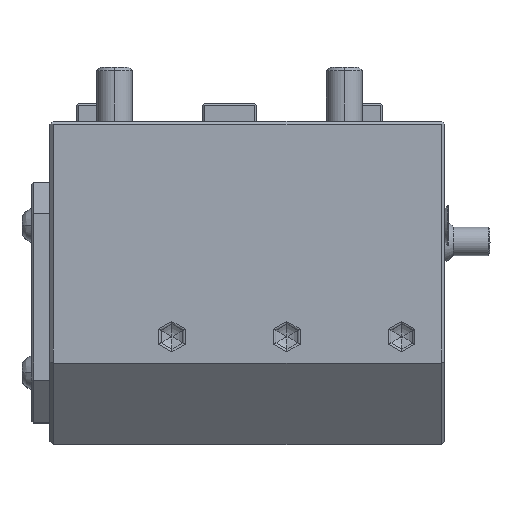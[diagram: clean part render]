
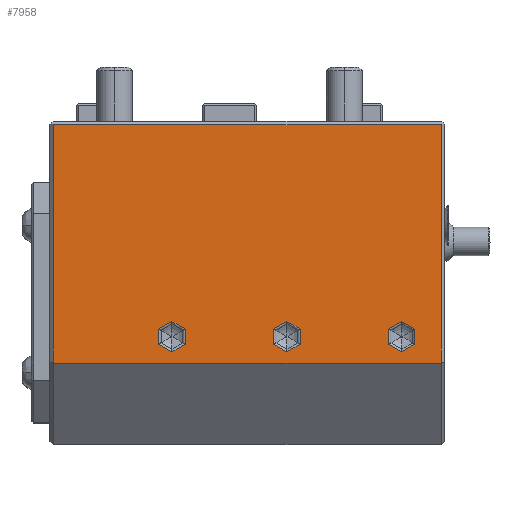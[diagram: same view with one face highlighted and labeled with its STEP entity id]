
A CAD part, top view. The second image highlights one B-rep face of the part: STEP entity #7958.
In plain terms, the highlighted planar face has unit normal (0, 0, 1).
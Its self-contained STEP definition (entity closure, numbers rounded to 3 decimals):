
#943=DIRECTION('',(0.,1.,0.));
#944=VECTOR('',#943,66.357);
#945=CARTESIAN_POINT('',(59.,-67.357,42.5));
#946=LINE('',#945,#944);
#947=DIRECTION('',(-1.,0.,0.));
#948=VECTOR('',#947,108.);
#949=CARTESIAN_POINT('',(59.,-67.357,42.5));
#950=LINE('',#949,#948);
#951=DIRECTION('',(0.,1.,0.));
#952=VECTOR('',#951,66.357);
#953=CARTESIAN_POINT('',(-49.,-67.357,42.5));
#954=LINE('',#953,#952);
#955=DIRECTION('',(1.,0.,0.));
#956=VECTOR('',#955,108.);
#957=CARTESIAN_POINT('',(-49.,-1.,42.5));
#958=LINE('',#957,#956);
#1600=DIRECTION('',(0.,1.,0.));
#1601=VECTOR('',#1600,4.219);
#1602=CARTESIAN_POINT('',(-12.346,-62.11,42.5));
#1603=LINE('',#1602,#1601);
#1628=DIRECTION('',(0.866,0.5,0.));
#1629=VECTOR('',#1628,4.219);
#1630=CARTESIAN_POINT('',(-16.,-64.219,42.5));
#1631=LINE('',#1630,#1629);
#1636=DIRECTION('',(0.866,-0.5,0.));
#1637=VECTOR('',#1636,4.219);
#1638=CARTESIAN_POINT('',(-19.654,-62.11,42.5));
#1639=LINE('',#1638,#1637);
#1684=DIRECTION('',(0.,-1.,0.));
#1685=VECTOR('',#1684,4.219);
#1686=CARTESIAN_POINT('',(-19.654,-57.89,42.5));
#1687=LINE('',#1686,#1685);
#1712=DIRECTION('',(-0.866,-0.5,0.));
#1713=VECTOR('',#1712,4.219);
#1714=CARTESIAN_POINT('',(-16.,-55.781,42.5));
#1715=LINE('',#1714,#1713);
#1740=DIRECTION('',(-0.866,0.5,0.));
#1741=VECTOR('',#1740,4.219);
#1742=CARTESIAN_POINT('',(-12.346,-57.89,42.5));
#1743=LINE('',#1742,#1741);
#1846=DIRECTION('',(0.,1.,0.));
#1847=VECTOR('',#1846,4.219);
#1848=CARTESIAN_POINT('',(19.654,-62.11,42.5));
#1849=LINE('',#1848,#1847);
#1874=DIRECTION('',(0.866,0.5,0.));
#1875=VECTOR('',#1874,4.219);
#1876=CARTESIAN_POINT('',(16.,-64.219,42.5));
#1877=LINE('',#1876,#1875);
#1882=DIRECTION('',(0.866,-0.5,0.));
#1883=VECTOR('',#1882,4.219);
#1884=CARTESIAN_POINT('',(12.346,-62.11,42.5));
#1885=LINE('',#1884,#1883);
#1930=DIRECTION('',(0.,-1.,0.));
#1931=VECTOR('',#1930,4.219);
#1932=CARTESIAN_POINT('',(12.346,-57.89,42.5));
#1933=LINE('',#1932,#1931);
#1958=DIRECTION('',(-0.866,-0.5,0.));
#1959=VECTOR('',#1958,4.219);
#1960=CARTESIAN_POINT('',(16.,-55.781,42.5));
#1961=LINE('',#1960,#1959);
#1986=DIRECTION('',(-0.866,0.5,0.));
#1987=VECTOR('',#1986,4.219);
#1988=CARTESIAN_POINT('',(19.654,-57.89,42.5));
#1989=LINE('',#1988,#1987);
#2092=DIRECTION('',(0.,1.,0.));
#2093=VECTOR('',#2092,4.219);
#2094=CARTESIAN_POINT('',(51.654,-62.11,42.5));
#2095=LINE('',#2094,#2093);
#2120=DIRECTION('',(0.866,0.5,0.));
#2121=VECTOR('',#2120,4.219);
#2122=CARTESIAN_POINT('',(48.,-64.219,42.5));
#2123=LINE('',#2122,#2121);
#2128=DIRECTION('',(0.866,-0.5,0.));
#2129=VECTOR('',#2128,4.219);
#2130=CARTESIAN_POINT('',(44.346,-62.11,42.5));
#2131=LINE('',#2130,#2129);
#2176=DIRECTION('',(0.,-1.,0.));
#2177=VECTOR('',#2176,4.219);
#2178=CARTESIAN_POINT('',(44.346,-57.89,42.5));
#2179=LINE('',#2178,#2177);
#2204=DIRECTION('',(-0.866,-0.5,0.));
#2205=VECTOR('',#2204,4.219);
#2206=CARTESIAN_POINT('',(48.,-55.781,42.5));
#2207=LINE('',#2206,#2205);
#2232=DIRECTION('',(-0.866,0.5,0.));
#2233=VECTOR('',#2232,4.219);
#2234=CARTESIAN_POINT('',(51.654,-57.89,42.5));
#2235=LINE('',#2234,#2233);
#6001=CARTESIAN_POINT('',(59.,-67.357,42.5));
#6002=CARTESIAN_POINT('',(59.,-1.,42.5));
#6003=VERTEX_POINT('',#6001);
#6004=VERTEX_POINT('',#6002);
#6015=CARTESIAN_POINT('',(-49.,-67.357,42.5));
#6016=VERTEX_POINT('',#6015);
#6025=CARTESIAN_POINT('',(-49.,-1.,42.5));
#6026=VERTEX_POINT('',#6025);
#6647=CARTESIAN_POINT('',(48.,-64.219,42.5));
#6648=CARTESIAN_POINT('',(51.654,-62.11,42.5));
#6649=VERTEX_POINT('',#6647);
#6650=VERTEX_POINT('',#6648);
#6655=CARTESIAN_POINT('',(51.654,-57.89,42.5));
#6656=VERTEX_POINT('',#6655);
#6659=CARTESIAN_POINT('',(48.,-55.781,42.5));
#6660=VERTEX_POINT('',#6659);
#6663=CARTESIAN_POINT('',(44.346,-57.89,42.5));
#6664=VERTEX_POINT('',#6663);
#6667=CARTESIAN_POINT('',(44.346,-62.11,42.5));
#6668=VERTEX_POINT('',#6667);
#6737=CARTESIAN_POINT('',(16.,-64.219,42.5));
#6738=CARTESIAN_POINT('',(19.654,-62.11,42.5));
#6739=VERTEX_POINT('',#6737);
#6740=VERTEX_POINT('',#6738);
#6745=CARTESIAN_POINT('',(19.654,-57.89,42.5));
#6746=VERTEX_POINT('',#6745);
#6749=CARTESIAN_POINT('',(16.,-55.781,42.5));
#6750=VERTEX_POINT('',#6749);
#6753=CARTESIAN_POINT('',(12.346,-57.89,42.5));
#6754=VERTEX_POINT('',#6753);
#6757=CARTESIAN_POINT('',(12.346,-62.11,42.5));
#6758=VERTEX_POINT('',#6757);
#6872=CARTESIAN_POINT('',(-16.,-64.219,42.5));
#6873=CARTESIAN_POINT('',(-12.346,-62.11,42.5));
#6874=VERTEX_POINT('',#6872);
#6875=VERTEX_POINT('',#6873);
#6880=CARTESIAN_POINT('',(-12.346,-57.89,42.5));
#6881=VERTEX_POINT('',#6880);
#6884=CARTESIAN_POINT('',(-16.,-55.781,42.5));
#6885=VERTEX_POINT('',#6884);
#6888=CARTESIAN_POINT('',(-19.654,-57.89,42.5));
#6889=VERTEX_POINT('',#6888);
#6892=CARTESIAN_POINT('',(-19.654,-62.11,42.5));
#6893=VERTEX_POINT('',#6892);
#7902=CARTESIAN_POINT('',(60.,0.,42.5));
#7903=DIRECTION('',(0.,0.,1.));
#7904=DIRECTION('',(-1.,0.,0.));
#7905=AXIS2_PLACEMENT_3D('',#7902,#7903,#7904);
#7906=PLANE('',#7905);
#7908=ORIENTED_EDGE('',*,*,#7907,.F.);
#7910=ORIENTED_EDGE('',*,*,#7909,.T.);
#7911=ORIENTED_EDGE('',*,*,#7891,.T.);
#7913=ORIENTED_EDGE('',*,*,#7912,.T.);
#7914=EDGE_LOOP('',(#7908,#7910,#7911,#7913));
#7915=FACE_OUTER_BOUND('',#7914,.F.);
#7917=ORIENTED_EDGE('',*,*,#7916,.T.);
#7919=ORIENTED_EDGE('',*,*,#7918,.T.);
#7921=ORIENTED_EDGE('',*,*,#7920,.T.);
#7923=ORIENTED_EDGE('',*,*,#7922,.T.);
#7925=ORIENTED_EDGE('',*,*,#7924,.T.);
#7927=ORIENTED_EDGE('',*,*,#7926,.T.);
#7928=EDGE_LOOP('',(#7917,#7919,#7921,#7923,#7925,#7927));
#7929=FACE_BOUND('',#7928,.F.);
#7931=ORIENTED_EDGE('',*,*,#7930,.T.);
#7933=ORIENTED_EDGE('',*,*,#7932,.T.);
#7935=ORIENTED_EDGE('',*,*,#7934,.T.);
#7937=ORIENTED_EDGE('',*,*,#7936,.T.);
#7939=ORIENTED_EDGE('',*,*,#7938,.T.);
#7941=ORIENTED_EDGE('',*,*,#7940,.T.);
#7942=EDGE_LOOP('',(#7931,#7933,#7935,#7937,#7939,#7941));
#7943=FACE_BOUND('',#7942,.F.);
#7945=ORIENTED_EDGE('',*,*,#7944,.T.);
#7947=ORIENTED_EDGE('',*,*,#7946,.T.);
#7949=ORIENTED_EDGE('',*,*,#7948,.T.);
#7951=ORIENTED_EDGE('',*,*,#7950,.T.);
#7953=ORIENTED_EDGE('',*,*,#7952,.T.);
#7955=ORIENTED_EDGE('',*,*,#7954,.T.);
#7956=EDGE_LOOP('',(#7945,#7947,#7949,#7951,#7953,#7955));
#7957=FACE_BOUND('',#7956,.F.);
#7891=EDGE_CURVE('',#6016,#6026,#954,.T.);
#7907=EDGE_CURVE('',#6003,#6004,#946,.T.);
#7909=EDGE_CURVE('',#6003,#6016,#950,.T.);
#7912=EDGE_CURVE('',#6026,#6004,#958,.T.);
#7916=EDGE_CURVE('',#6875,#6881,#1603,.T.);
#7918=EDGE_CURVE('',#6881,#6885,#1743,.T.);
#7920=EDGE_CURVE('',#6885,#6889,#1715,.T.);
#7922=EDGE_CURVE('',#6889,#6893,#1687,.T.);
#7924=EDGE_CURVE('',#6893,#6874,#1639,.T.);
#7926=EDGE_CURVE('',#6874,#6875,#1631,.T.);
#7930=EDGE_CURVE('',#6740,#6746,#1849,.T.);
#7932=EDGE_CURVE('',#6746,#6750,#1989,.T.);
#7934=EDGE_CURVE('',#6750,#6754,#1961,.T.);
#7936=EDGE_CURVE('',#6754,#6758,#1933,.T.);
#7938=EDGE_CURVE('',#6758,#6739,#1885,.T.);
#7940=EDGE_CURVE('',#6739,#6740,#1877,.T.);
#7944=EDGE_CURVE('',#6650,#6656,#2095,.T.);
#7946=EDGE_CURVE('',#6656,#6660,#2235,.T.);
#7948=EDGE_CURVE('',#6660,#6664,#2207,.T.);
#7950=EDGE_CURVE('',#6664,#6668,#2179,.T.);
#7952=EDGE_CURVE('',#6668,#6649,#2131,.T.);
#7954=EDGE_CURVE('',#6649,#6650,#2123,.T.);
#7958=ADVANCED_FACE('',(#7915,#7929,#7943,#7957),#7906,.T.);
